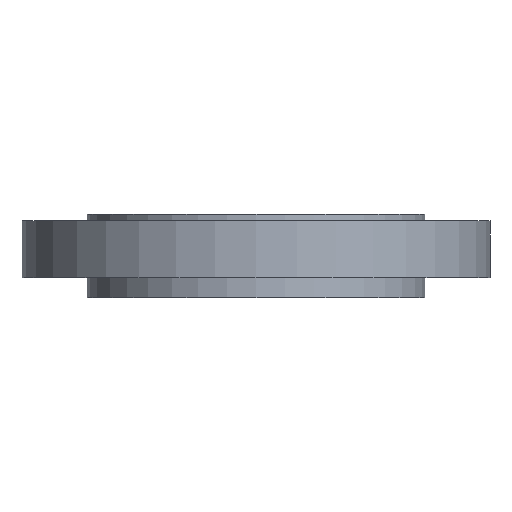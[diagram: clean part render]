
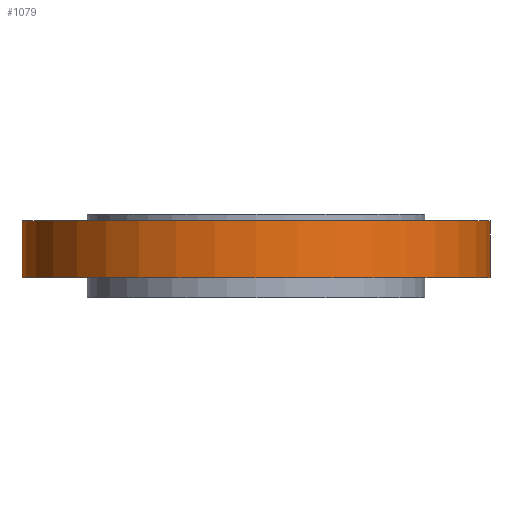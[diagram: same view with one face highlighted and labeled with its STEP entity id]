
A CAD part, front view. The second image highlights one B-rep face of the part: STEP entity #1079.
In plain terms, the highlighted cylindrical face has radius 222.25 mm (diameter 444.5 mm), a partial arc.
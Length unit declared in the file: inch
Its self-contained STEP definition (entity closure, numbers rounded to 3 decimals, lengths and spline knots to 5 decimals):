
#8 = EDGE_CURVE ( 'NONE', #1321, #1353, #1108, .T. ) ;
#48 = CARTESIAN_POINT ( 'NONE',  ( -8.75, 0., -27.11874 ) ) ;
#53 = ORIENTED_EDGE ( 'NONE', *, *, #613, .F. ) ;
#69 = EDGE_CURVE ( 'NONE', #727, #287, #283, .T. ) ;
#105 = CYLINDRICAL_SURFACE ( 'NONE', #1122, 8.75 ) ;
#179 = DIRECTION ( 'NONE',  ( 1., 0., 0. ) ) ;
#278 = DIRECTION ( 'NONE',  ( 0., 0., 1. ) ) ;
#283 = LINE ( 'NONE', #48, #291 ) ;
#287 = VERTEX_POINT ( 'NONE', #555 ) ;
#291 = VECTOR ( 'NONE', #278, 39.37008 ) ;
#433 = CARTESIAN_POINT ( 'NONE',  ( 0., 0., -2.37 ) ) ;
#499 = ORIENTED_EDGE ( 'NONE', *, *, #8, .T. ) ;
#524 = AXIS2_PLACEMENT_3D ( 'NONE', #805, #1298, #179 ) ;
#533 = EDGE_LOOP ( 'NONE', ( #628, #53, #499, #538 ) ) ;
#538 = ORIENTED_EDGE ( 'NONE', *, *, #997, .F. ) ;
#555 = CARTESIAN_POINT ( 'NONE',  ( -8.75, 0., -0.25 ) ) ;
#560 = DIRECTION ( 'NONE',  ( 0., 0., -1. ) ) ;
#577 = DIRECTION ( 'NONE',  ( 1., 0., 0. ) ) ;
#588 = CARTESIAN_POINT ( 'NONE',  ( 8.75, 0., -0.25 ) ) ;
#603 = DIRECTION ( 'NONE',  ( 0., 0., 1. ) ) ;
#613 = EDGE_CURVE ( 'NONE', #1321, #727, #880, .T. ) ;
#628 = ORIENTED_EDGE ( 'NONE', *, *, #69, .F. ) ;
#726 = VECTOR ( 'NONE', #743, 39.37008 ) ;
#727 = VERTEX_POINT ( 'NONE', #1510 ) ;
#729 = FACE_OUTER_BOUND ( 'NONE', #533, .T. ) ;
#743 = DIRECTION ( 'NONE',  ( 0., 0., 1. ) ) ;
#805 = CARTESIAN_POINT ( 'NONE',  ( 0., 0., -0.25 ) ) ;
#861 = CIRCLE ( 'NONE', #524, 8.75 ) ;
#880 = CIRCLE ( 'NONE', #1267, 8.75 ) ;
#987 = CARTESIAN_POINT ( 'NONE',  ( 0., 0., -27.11874 ) ) ;
#997 = EDGE_CURVE ( 'NONE', #287, #1353, #861, .T. ) ;
#1079 = ADVANCED_FACE ( 'NONE', ( #729 ), #105, .T. ) ;
#1108 = LINE ( 'NONE', #1366, #726 ) ;
#1122 = AXIS2_PLACEMENT_3D ( 'NONE', #987, #603, #1334 ) ;
#1267 = AXIS2_PLACEMENT_3D ( 'NONE', #433, #560, #577 ) ;
#1298 = DIRECTION ( 'NONE',  ( 0., 0., 1. ) ) ;
#1321 = VERTEX_POINT ( 'NONE', #1326 ) ;
#1326 = CARTESIAN_POINT ( 'NONE',  ( 8.75, 0., -2.37 ) ) ;
#1334 = DIRECTION ( 'NONE',  ( 1., 0., 0. ) ) ;
#1353 = VERTEX_POINT ( 'NONE', #588 ) ;
#1366 = CARTESIAN_POINT ( 'NONE',  ( 8.75, 0., -27.11874 ) ) ;
#1510 = CARTESIAN_POINT ( 'NONE',  ( -8.75, 0., -2.37 ) ) ;
